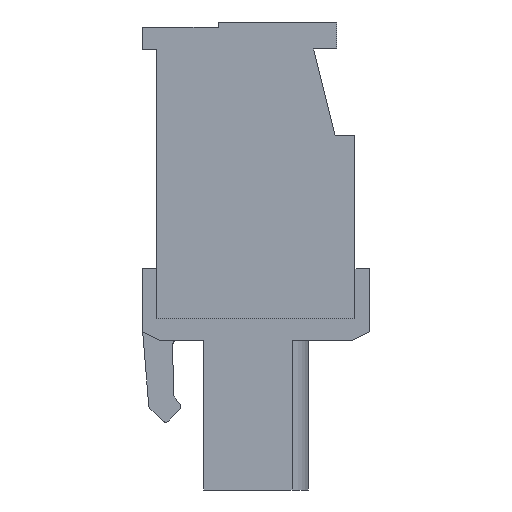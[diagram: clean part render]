
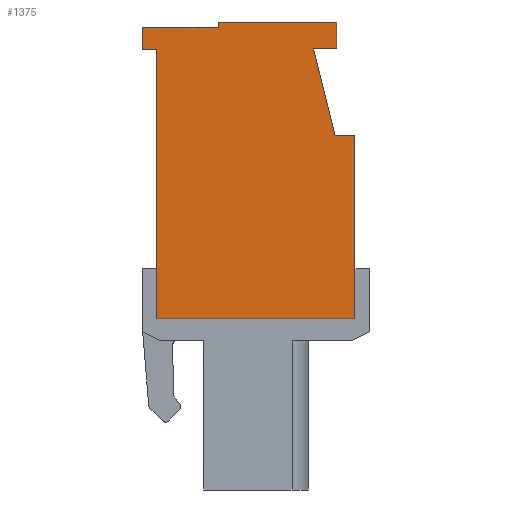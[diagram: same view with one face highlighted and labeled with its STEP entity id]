
A CAD part, left-side view. The second image highlights one B-rep face of the part: STEP entity #1375.
In plain terms, the highlighted planar face has unit normal (-1, 0, 0).
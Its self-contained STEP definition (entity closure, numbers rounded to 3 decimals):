
#1375 = ADVANCED_FACE( '', ( #3028 ), #3029, .T. );
#3028 = FACE_OUTER_BOUND( '', #5040, .T. );
#3029 = PLANE( '', #5041 );
#5040 = EDGE_LOOP( '', ( #8703, #8704, #8705, #8706, #8707, #8708, #8709, #8710, #8711, #8712, #8713, #8714 ) );
#5041 = AXIS2_PLACEMENT_3D( '', #8715, #8716, #8717 );
#8703 = ORIENTED_EDGE( '', *, *, #13730, .T. );
#8704 = ORIENTED_EDGE( '', *, *, #13731, .T. );
#8705 = ORIENTED_EDGE( '', *, *, #13732, .T. );
#8706 = ORIENTED_EDGE( '', *, *, #13284, .T. );
#8707 = ORIENTED_EDGE( '', *, *, #12948, .T. );
#8708 = ORIENTED_EDGE( '', *, *, #13733, .T. );
#8709 = ORIENTED_EDGE( '', *, *, #13393, .T. );
#8710 = ORIENTED_EDGE( '', *, *, #13734, .T. );
#8711 = ORIENTED_EDGE( '', *, *, #13735, .T. );
#8712 = ORIENTED_EDGE( '', *, *, #13736, .T. );
#8713 = ORIENTED_EDGE( '', *, *, #13277, .T. );
#8714 = ORIENTED_EDGE( '', *, *, #13737, .T. );
#8715 = CARTESIAN_POINT( '', ( -12.5, 0., 0. ) );
#8716 = DIRECTION( '', ( -1., 0., 0. ) );
#8717 = DIRECTION( '', ( 0., 0., 1. ) );
#12948 = EDGE_CURVE( '', #15826, #15827, #15828, .T. );
#13277 = EDGE_CURVE( '', #16363, #16364, #16365, .T. );
#13284 = EDGE_CURVE( '', #16375, #15826, #16376, .T. );
#13393 = EDGE_CURVE( '', #16554, #16552, #16555, .T. );
#13730 = EDGE_CURVE( '', #17059, #17060, #17061, .T. );
#13731 = EDGE_CURVE( '', #17060, #17062, #17063, .T. );
#13732 = EDGE_CURVE( '', #17062, #16375, #17064, .T. );
#13733 = EDGE_CURVE( '', #15827, #16554, #17065, .T. );
#13734 = EDGE_CURVE( '', #16552, #17066, #17067, .T. );
#13735 = EDGE_CURVE( '', #17066, #17068, #17069, .T. );
#13736 = EDGE_CURVE( '', #17068, #16363, #17070, .T. );
#13737 = EDGE_CURVE( '', #16364, #17059, #17071, .T. );
#15826 = VERTEX_POINT( '', #19890 );
#15827 = VERTEX_POINT( '', #19891 );
#15828 = LINE( '', #19892, #19893 );
#16363 = VERTEX_POINT( '', #20668 );
#16364 = VERTEX_POINT( '', #20669 );
#16365 = LINE( '', #20670, #20671 );
#16375 = VERTEX_POINT( '', #20684 );
#16376 = LINE( '', #20685, #20686 );
#16552 = VERTEX_POINT( '', #20933 );
#16554 = VERTEX_POINT( '', #20936 );
#16555 = LINE( '', #20937, #20938 );
#17059 = VERTEX_POINT( '', #21699 );
#17060 = VERTEX_POINT( '', #21700 );
#17061 = LINE( '', #21701, #21702 );
#17062 = VERTEX_POINT( '', #21703 );
#17063 = LINE( '', #21704, #21705 );
#17064 = LINE( '', #21706, #21707 );
#17065 = LINE( '', #21708, #21709 );
#17066 = VERTEX_POINT( '', #21710 );
#17067 = LINE( '', #21711, #21712 );
#17068 = VERTEX_POINT( '', #21713 );
#17069 = LINE( '', #21714, #21715 );
#17070 = LINE( '', #21716, #21717 );
#17071 = LINE( '', #21718, #21719 );
#19890 = CARTESIAN_POINT( '', ( -12.5, 6.3, 8.725 ) );
#19891 = CARTESIAN_POINT( '', ( -12.5, 6.3, 7.475 ) );
#19892 = CARTESIAN_POINT( '', ( -12.5, 6.3, 8.725 ) );
#19893 = VECTOR( '', #24124, 1000. );
#20668 = CARTESIAN_POINT( '', ( -12.5, -4.4, 2.725 ) );
#20669 = CARTESIAN_POINT( '', ( -12.5, -3.2, 7.525 ) );
#20670 = CARTESIAN_POINT( '', ( -12.5, -4.4, 2.725 ) );
#20671 = VECTOR( '', #24425, 1000. );
#20684 = CARTESIAN_POINT( '', ( -12.5, 2.1, 8.725 ) );
#20685 = CARTESIAN_POINT( '', ( -12.5, 2.1, 8.725 ) );
#20686 = VECTOR( '', #24432, 1000. );
#20933 = CARTESIAN_POINT( '', ( -12.5, 5.5, -7.475 ) );
#20936 = CARTESIAN_POINT( '', ( -12.5, 5.5, 7.475 ) );
#20937 = CARTESIAN_POINT( '', ( -12.5, 5.5, 7.475 ) );
#20938 = VECTOR( '', #24556, 1000. );
#21699 = CARTESIAN_POINT( '', ( -12.5, -4.5, 7.525 ) );
#21700 = CARTESIAN_POINT( '', ( -12.5, -4.5, 9.025 ) );
#21701 = CARTESIAN_POINT( '', ( -12.5, -4.5, 7.525 ) );
#21702 = VECTOR( '', #24837, 1000. );
#21703 = CARTESIAN_POINT( '', ( -12.5, 2.1, 9.025 ) );
#21704 = CARTESIAN_POINT( '', ( -12.5, -4.5, 9.025 ) );
#21705 = VECTOR( '', #24838, 1000. );
#21706 = CARTESIAN_POINT( '', ( -12.5, 2.1, 9.025 ) );
#21707 = VECTOR( '', #24839, 1000. );
#21708 = CARTESIAN_POINT( '', ( -12.5, 6.3, 7.475 ) );
#21709 = VECTOR( '', #24840, 1000. );
#21710 = CARTESIAN_POINT( '', ( -12.5, -5.5, -7.475 ) );
#21711 = CARTESIAN_POINT( '', ( -12.5, 5.5, -7.475 ) );
#21712 = VECTOR( '', #24841, 1000. );
#21713 = CARTESIAN_POINT( '', ( -12.5, -5.5, 2.725 ) );
#21714 = CARTESIAN_POINT( '', ( -12.5, -5.5, -7.475 ) );
#21715 = VECTOR( '', #24842, 1000. );
#21716 = CARTESIAN_POINT( '', ( -12.5, -5.5, 2.725 ) );
#21717 = VECTOR( '', #24843, 1000. );
#21718 = CARTESIAN_POINT( '', ( -12.5, -3.2, 7.525 ) );
#21719 = VECTOR( '', #24844, 1000. );
#24124 = DIRECTION( '', ( 0., 0., -1. ) );
#24425 = DIRECTION( '', ( 0., 0.243, 0.97 ) );
#24432 = DIRECTION( '', ( 0., 1., 0. ) );
#24556 = DIRECTION( '', ( 0., 0., -1. ) );
#24837 = DIRECTION( '', ( 0., 0., 1. ) );
#24838 = DIRECTION( '', ( 0., 1., 0. ) );
#24839 = DIRECTION( '', ( 0., 0., -1. ) );
#24840 = DIRECTION( '', ( 0., -1., 0. ) );
#24841 = DIRECTION( '', ( 0., -1., 0. ) );
#24842 = DIRECTION( '', ( 0., 0., 1. ) );
#24843 = DIRECTION( '', ( 0., 1., 0. ) );
#24844 = DIRECTION( '', ( 0., -1., 0. ) );
